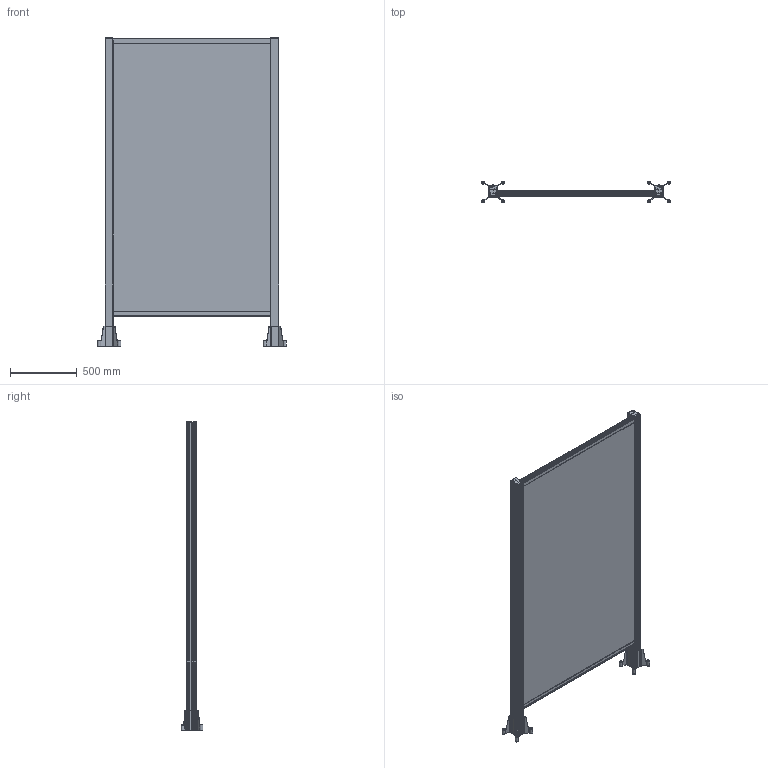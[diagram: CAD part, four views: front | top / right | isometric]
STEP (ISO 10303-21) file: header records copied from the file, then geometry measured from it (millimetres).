
FILE_DESCRIPTION((''),'2;1');
FILE_NAME('SZ8100N.stp','2012-11-24T11:07:27',('marina kaa'),(''),'Autodesk Inventor 2012','Autodesk Inventor 2012','');
FILE_SCHEMA(('AUTOMOTIVE_DESIGN { 1 0 10303 214 1 1 1 1 }'));
Length unit declared in the file: millimetre
Products named in the file (1): SZ8100_K
Bounding box: 1411.97 x 162.94 x 2304 mm (x, y, z)
Volume: 16219778.1 mm3; surface area: 11725127.8 mm2
Topology: 7 solids, 7 shells, 1688 faces, 5258 edges, 3440 vertices
Faces by surface type: cylinder 819, plane 745, cone 88, sphere 16, torus 16, bspline 4
Full cylindrical faces by diameter (mm): 5.1 x4, 6.647 x4, 6.65 x8, 6.8 x2, 7.8 x4, 7.9 x4, 8 x4, 11.8 x4, 12 x4, 13 x8
Entity records: 66041 total; most frequent: CARTESIAN_POINT 17824, ORIENTED_EDGE 10104, DIRECTION 9636, EDGE_CURVE 5052, AXIS2_PLACEMENT_3D 3375, VERTEX_POINT 3342, VECTOR 2886, LINE 2886
